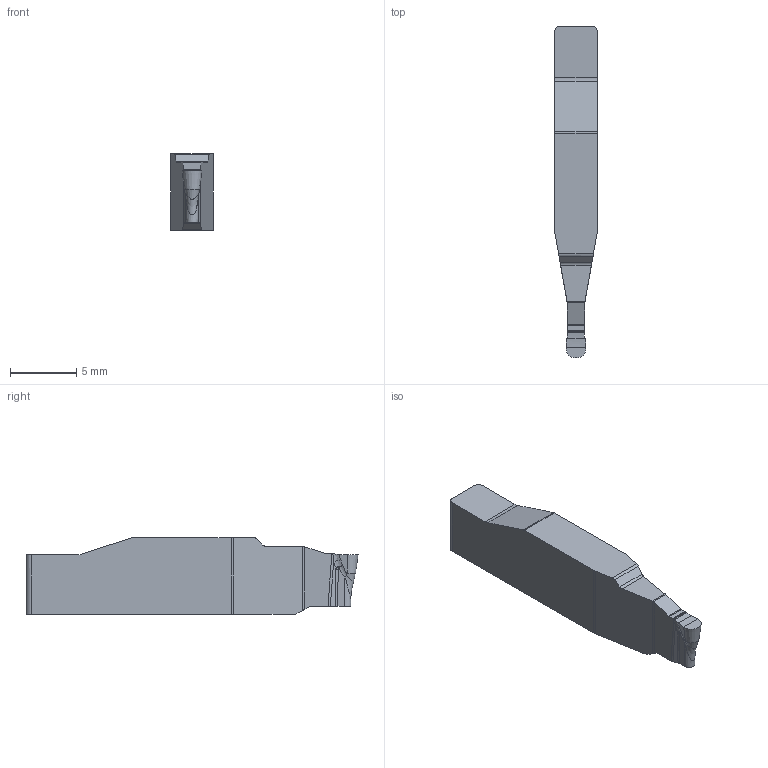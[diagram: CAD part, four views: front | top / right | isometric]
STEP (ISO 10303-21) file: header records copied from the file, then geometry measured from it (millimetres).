
FILE_DESCRIPTION(/* description */ (''),/* implementation_level */ '2;1');
FILE_NAME(/* name */ 'aaa320016_a.stp',/* time_stamp */ '2018-06-15T14:23:35+02:00',/* author */ (''),/* organization */ ('SMS'),/* preprocessor_version */ 'ST-DEVELOPER v15',/* originating_system */ 'SIEMENS PLM Software NX 8.5',/* authorisation */ '');
FILE_SCHEMA (('AUTOMOTIVE_DESIGN { 1 0 10303 214 3 1 1 1 }'));
Length unit declared in the file: millimetre
Products named in the file (1): AAA320016_A
Bounding box: 3.2 x 25.05 x 5.79 mm (x, y, z)
Volume: 347.2 mm3; surface area: 404.4 mm2
Topology: 1 solids, 1 shells, 61 faces, 171 edges, 114 vertices
Faces by surface type: plane 24, cylinder 18, bspline 11, extrusion 5, cone 3
Entity records: 2650 total; most frequent: CARTESIAN_POINT 1116, ORIENTED_EDGE 340, DIRECTION 267, EDGE_CURVE 170, VERTEX_POINT 111, AXIS2_PLACEMENT_3D 91, VECTOR 85, LINE 80
